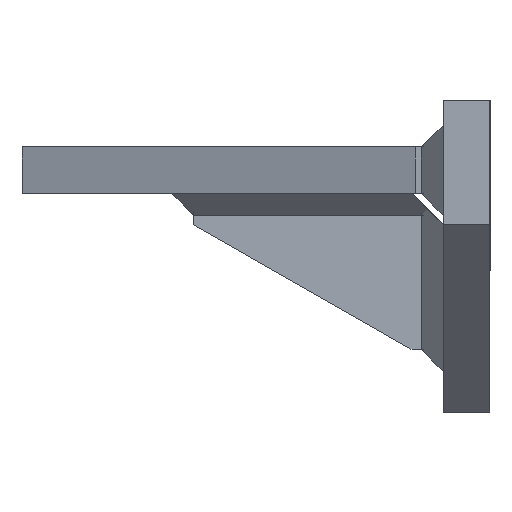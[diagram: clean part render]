
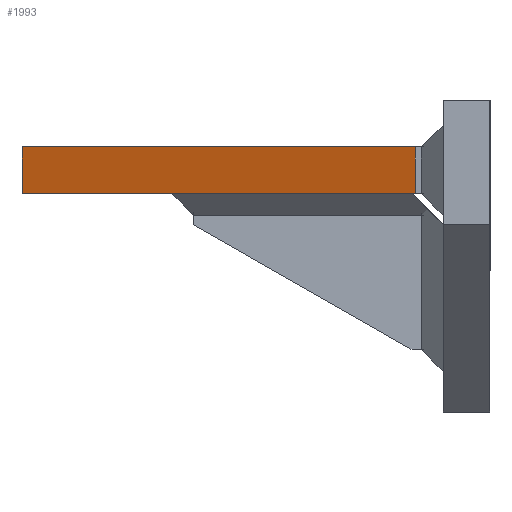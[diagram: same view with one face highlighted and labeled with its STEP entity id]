
A CAD part, left-side view. The second image highlights one B-rep face of the part: STEP entity #1993.
In plain terms, the highlighted planar face has unit normal (-0.94, 0.342, 0).
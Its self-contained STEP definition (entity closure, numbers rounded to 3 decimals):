
#222 = EDGE_LOOP ( 'NONE', ( #6644, #7639, #2352, #436 ) ) ;
#386 = CARTESIAN_POINT ( 'NONE',  ( -75., 9., 0. ) ) ;
#416 = LINE ( 'NONE', #2162, #5766 ) ;
#436 = ORIENTED_EDGE ( 'NONE', *, *, #2897, .F. ) ;
#457 = DIRECTION ( 'NONE',  ( -0.342, -0.94, 0. ) ) ;
#768 = EDGE_CURVE ( 'NONE', #2556, #6109, #3580, .T. ) ;
#918 = VECTOR ( 'NONE', #3976, 1000. ) ;
#1017 = LINE ( 'NONE', #7414, #2384 ) ;
#1437 = DIRECTION ( 'NONE',  ( 0., 0., -1. ) ) ;
#1600 = CARTESIAN_POINT ( 'NONE',  ( -16.958, 168.47, 0. ) ) ;
#1993 = ADVANCED_FACE ( 'NONE', ( #2067 ), #3849, .F. ) ;
#2067 = FACE_OUTER_BOUND ( 'NONE', #222, .T. ) ;
#2108 = DIRECTION ( 'NONE',  ( 0., 0., -1. ) ) ;
#2162 = CARTESIAN_POINT ( 'NONE',  ( -75., 9., 15. ) ) ;
#2224 = LINE ( 'NONE', #1600, #918 ) ;
#2352 = ORIENTED_EDGE ( 'NONE', *, *, #5286, .F. ) ;
#2384 = VECTOR ( 'NONE', #2108, 1000. ) ;
#2439 = EDGE_CURVE ( 'NONE', #6109, #3174, #416, .T. ) ;
#2556 = VERTEX_POINT ( 'NONE', #7611 ) ;
#2897 = EDGE_CURVE ( 'NONE', #3174, #4925, #1017, .T. ) ;
#3174 = VERTEX_POINT ( 'NONE', #7404 ) ;
#3298 = CARTESIAN_POINT ( 'NONE',  ( -29.14, 135., 15. ) ) ;
#3580 = LINE ( 'NONE', #4734, #7542 ) ;
#3849 = PLANE ( 'NONE',  #5129 ) ;
#3976 = DIRECTION ( 'NONE',  ( 0.342, 0.94, 0. ) ) ;
#4307 = DIRECTION ( 'NONE',  ( 0., 0., 1. ) ) ;
#4435 = CARTESIAN_POINT ( 'NONE',  ( -75., 9., 0. ) ) ;
#4734 = CARTESIAN_POINT ( 'NONE',  ( -29.14, 135., 15. ) ) ;
#4925 = VERTEX_POINT ( 'NONE', #386 ) ;
#5129 = AXIS2_PLACEMENT_3D ( 'NONE', #4435, #6235, #1437 ) ;
#5286 = EDGE_CURVE ( 'NONE', #4925, #2556, #2224, .T. ) ;
#5766 = VECTOR ( 'NONE', #457, 1000. ) ;
#6109 = VERTEX_POINT ( 'NONE', #3298 ) ;
#6235 = DIRECTION ( 'NONE',  ( 0.94, -0.342, 0. ) ) ;
#6644 = ORIENTED_EDGE ( 'NONE', *, *, #2439, .F. ) ;
#7404 = CARTESIAN_POINT ( 'NONE',  ( -75., 9., 15. ) ) ;
#7414 = CARTESIAN_POINT ( 'NONE',  ( -75., 9., 0. ) ) ;
#7542 = VECTOR ( 'NONE', #4307, 1000. ) ;
#7611 = CARTESIAN_POINT ( 'NONE',  ( -29.14, 135., 0. ) ) ;
#7639 = ORIENTED_EDGE ( 'NONE', *, *, #768, .F. ) ;
